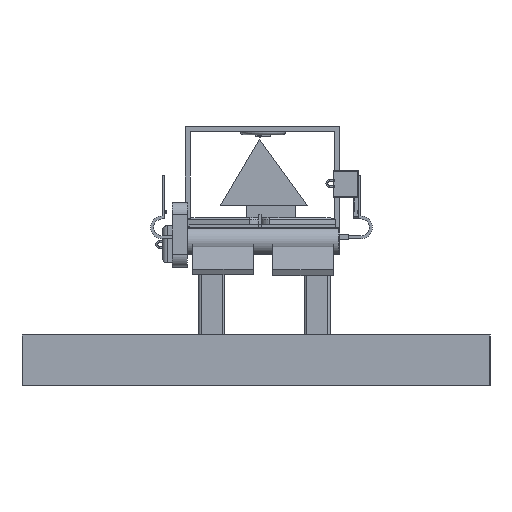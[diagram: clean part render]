
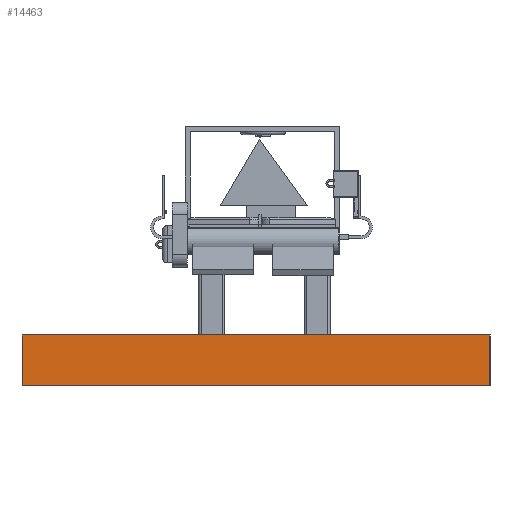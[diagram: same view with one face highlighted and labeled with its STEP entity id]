
A CAD part, left-side view. The second image highlights one B-rep face of the part: STEP entity #14463.
In plain terms, the highlighted planar face has unit normal (-1, 0, 0).
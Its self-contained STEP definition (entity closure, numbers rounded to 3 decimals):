
#1451=FACE_OUTER_BOUND('',#2326,.T.);
#2326=EDGE_LOOP('',(#10814,#10815,#10816,#10817));
#3435=LINE('',#21361,#4963);
#3477=LINE('',#21515,#5005);
#3478=LINE('',#21518,#5006);
#3479=LINE('',#21519,#5007);
#4963=VECTOR('',#17681,10.);
#5005=VECTOR('',#17821,10.);
#5006=VECTOR('',#17824,10.);
#5007=VECTOR('',#17825,10.);
#6393=VERTEX_POINT('',#21354);
#6396=VERTEX_POINT('',#21359);
#6459=VERTEX_POINT('',#21513);
#6460=VERTEX_POINT('',#21517);
#7987=EDGE_CURVE('',#6396,#6393,#3435,.T.);
#8064=EDGE_CURVE('',#6396,#6459,#3477,.T.);
#8065=EDGE_CURVE('',#6460,#6459,#3478,.T.);
#8066=EDGE_CURVE('',#6393,#6460,#3479,.T.);
#10814=ORIENTED_EDGE('',*,*,#7987,.F.);
#10815=ORIENTED_EDGE('',*,*,#8064,.T.);
#10816=ORIENTED_EDGE('',*,*,#8065,.F.);
#10817=ORIENTED_EDGE('',*,*,#8066,.F.);
#13831=PLANE('',#15730);
#14463=ADVANCED_FACE('',(#1451),#13831,.T.);
#15730=AXIS2_PLACEMENT_3D('',#21516,#17822,#17823);
#17681=DIRECTION('',(0.,-1.,0.));
#17821=DIRECTION('',(0.,0.,-1.));
#17822=DIRECTION('center_axis',(-1.,0.,0.));
#17823=DIRECTION('ref_axis',(0.,1.,0.));
#17824=DIRECTION('',(0.,1.,0.));
#17825=DIRECTION('',(0.,0.,-1.));
#21354=CARTESIAN_POINT('',(-193.33,-30.146,-18.7));
#21359=CARTESIAN_POINT('',(-193.33,62.868,-18.7));
#21361=CARTESIAN_POINT('',(-193.33,62.868,-18.7));
#21513=CARTESIAN_POINT('',(-193.33,62.868,-28.7));
#21515=CARTESIAN_POINT('',(-193.33,62.868,-18.7));
#21516=CARTESIAN_POINT('Origin',(-193.33,-30.146,-18.7));
#21517=CARTESIAN_POINT('',(-193.33,-30.146,-28.7));
#21518=CARTESIAN_POINT('',(-193.33,62.868,-28.7));
#21519=CARTESIAN_POINT('',(-193.33,-30.146,-18.7));
